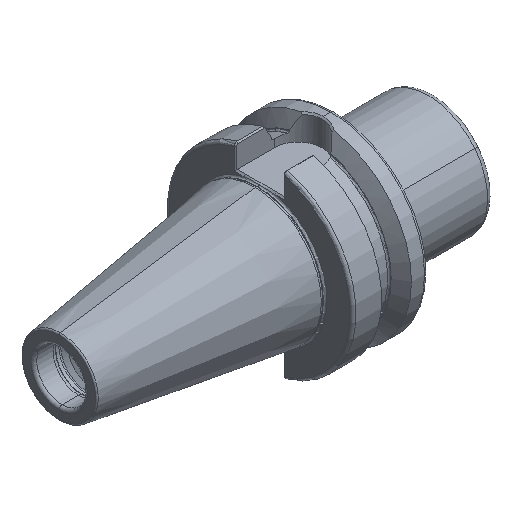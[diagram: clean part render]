
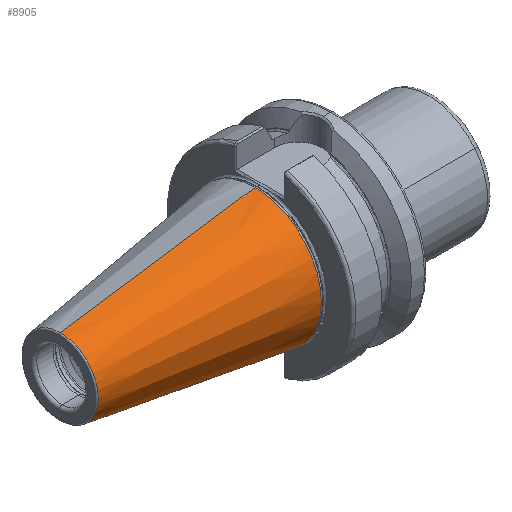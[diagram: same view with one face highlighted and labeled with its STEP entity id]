
A CAD part, isometric view. The second image highlights one B-rep face of the part: STEP entity #8905.
In plain terms, the highlighted conical face has half-angle 8.297 degrees and reference radius 22.298 mm.
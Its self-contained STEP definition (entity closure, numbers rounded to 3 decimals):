
#179 = CIRCLE ( 'NONE', #17806, 22.298 ) ;
#183 = CIRCLE ( 'NONE', #17803, 12.75 ) ;
#364 = CONICAL_SURFACE ( 'NONE', #14753, 22.298, 0.145 ) ;
#396 = FACE_OUTER_BOUND ( 'NONE', #17157, .T. ) ;
#1086 = VECTOR ( 'NONE', #15669, 1000. ) ;
#1115 = LINE ( 'NONE', #14968, #1119 ) ;
#1119 = VECTOR ( 'NONE', #14987, 1000. ) ;
#1136 = LINE ( 'NONE', #15665, #1086 ) ;
#1537 = VERTEX_POINT ( 'NONE', #8849 ) ;
#1567 = VERTEX_POINT ( 'NONE', #5184 ) ;
#1585 = VERTEX_POINT ( 'NONE', #5156 ) ;
#1617 = VERTEX_POINT ( 'NONE', #5214 ) ;
#5156 = CARTESIAN_POINT ( 'NONE',  ( -1.5, 0., 22.298 ) ) ;
#5184 = CARTESIAN_POINT ( 'NONE',  ( -1.5, 0., -22.298 ) ) ;
#5214 = CARTESIAN_POINT ( 'NONE',  ( -66.972, 0., 12.75 ) ) ;
#5920 = EDGE_CURVE ( 'NONE', #1537, #1567, #1136, .T. ) ;
#5941 = EDGE_CURVE ( 'NONE', #1617, #1585, #1115, .T. ) ;
#6061 = EDGE_CURVE ( 'NONE', #1617, #1537, #183, .T. ) ;
#6065 = EDGE_CURVE ( 'NONE', #1585, #1567, #179, .T. ) ;
#8849 = CARTESIAN_POINT ( 'NONE',  ( -66.972, 0., -12.75 ) ) ;
#8905 = ADVANCED_FACE ( 'NONE', ( #396 ), #364, .T. ) ;
#10051 = ORIENTED_EDGE ( 'NONE', *, *, #5941, .F. ) ;
#10052 = ORIENTED_EDGE ( 'NONE', *, *, #6061, .T. ) ;
#10053 = ORIENTED_EDGE ( 'NONE', *, *, #5920, .T. ) ;
#10065 = ORIENTED_EDGE ( 'NONE', *, *, #6065, .F. ) ;
#11291 = CARTESIAN_POINT ( 'NONE',  ( -66.972, 0., 0. ) ) ;
#11293 = DIRECTION ( 'NONE',  ( 0., 0., -1. ) ) ;
#11306 = DIRECTION ( 'NONE',  ( 0., 0., -1. ) ) ;
#11311 = DIRECTION ( 'NONE',  ( 1., 0., 0. ) ) ;
#11316 = CARTESIAN_POINT ( 'NONE',  ( -1.5, 0., 0. ) ) ;
#11322 = DIRECTION ( 'NONE',  ( 1., 0., 0. ) ) ;
#13821 = CARTESIAN_POINT ( 'NONE',  ( -1.5, 0., 0. ) ) ;
#13833 = DIRECTION ( 'NONE',  ( 0., 0., -1. ) ) ;
#13852 = DIRECTION ( 'NONE',  ( 1., 0., 0. ) ) ;
#14753 = AXIS2_PLACEMENT_3D ( 'NONE', #13821, #13852, #13833 ) ;
#14968 = CARTESIAN_POINT ( 'NONE',  ( -1.5, 0., 22.298 ) ) ;
#14987 = DIRECTION ( 'NONE',  ( 0.99, 0., 0.144 ) ) ;
#15665 = CARTESIAN_POINT ( 'NONE',  ( -1.5, 0., -22.298 ) ) ;
#15669 = DIRECTION ( 'NONE',  ( 0.99, 0., -0.144 ) ) ;
#17157 = EDGE_LOOP ( 'NONE', ( #10051, #10052, #10053, #10065 ) ) ;
#17803 = AXIS2_PLACEMENT_3D ( 'NONE', #11291, #11311, #11306 ) ;
#17806 = AXIS2_PLACEMENT_3D ( 'NONE', #11316, #11322, #11293 ) ;
